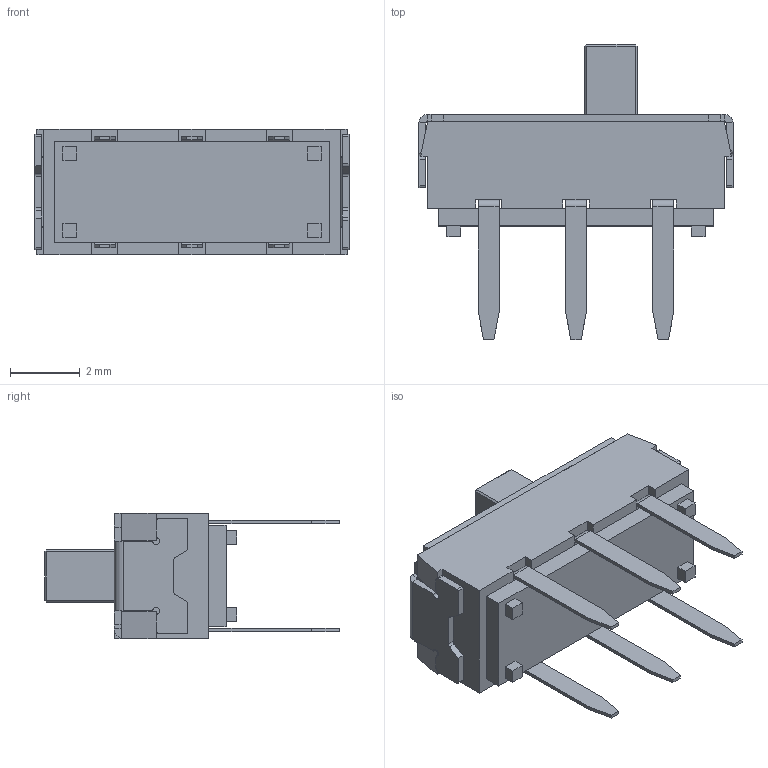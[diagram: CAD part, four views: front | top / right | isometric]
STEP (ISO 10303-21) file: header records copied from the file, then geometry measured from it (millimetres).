
FILE_DESCRIPTION (( 'STEP AP214' ), '1' );
FILE_NAME ('User Library-MMP221.STEP', '2019-02-24T18:56:50', ( '' ), ( '' ), 'SwSTEP 2.0', 'SolidWorks 2019', '' );
FILE_SCHEMA (( 'AUTOMOTIVE_DESIGN' ));
Length unit declared in the file: millimetre
Products named in the file (5): User Library-MMP221_MMP221; User Library-MMP221_MMP221_PIN; User Library-MMP221; User Library-MMP221_MMP221_PP; User Library-MMP221_MMP221_SM
Assembly tree (6 placements, depth 2):
  User Library-MMP221
    User Library-MMP221_MMP221
    User Library-MMP221_MMP221_SM
    User Library-MMP221_MMP221_PP
    User Library-MMP221_MMP221_PIN  x3
Bounding box: 9 x 8.45 x 3.6 mm (x, y, z)
Volume: 67.2 mm3; surface area: 399.1 mm2
Topology: 6 solids, 6 shells, 296 faces, 778 edges, 496 vertices
Faces by surface type: plane 242, cylinder 54
Entity records: 8076 total; most frequent: CARTESIAN_POINT 1383, ORIENTED_EDGE 1364, DIRECTION 1312, EDGE_CURVE 682, VECTOR 590, LINE 590, VERTEX_POINT 432, AXIS2_PLACEMENT_3D 361
